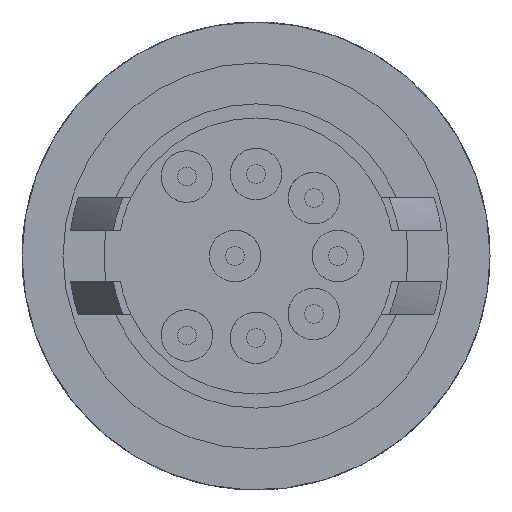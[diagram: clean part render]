
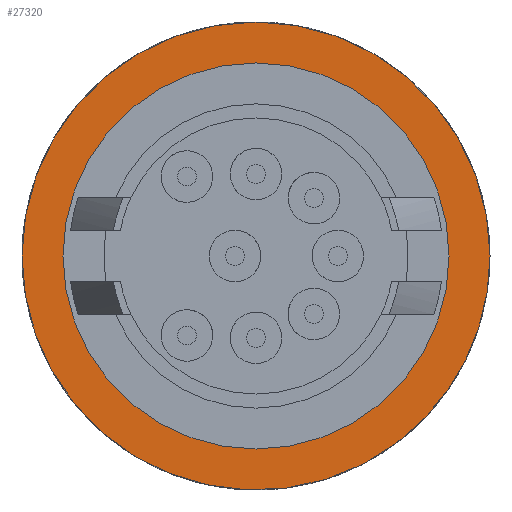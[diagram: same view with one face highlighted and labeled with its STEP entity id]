
A CAD part, front view. The second image highlights one B-rep face of the part: STEP entity #27320.
In plain terms, the highlighted planar face has unit normal (0, -1, 0).
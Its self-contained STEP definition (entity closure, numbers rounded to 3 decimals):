
#26480=CARTESIAN_POINT('',(20.154,12.83,0.));
#26490=VERTEX_POINT('',#26480);
#26840=CARTESIAN_POINT('',(0.154,12.83,
0.));
#26850=VERTEX_POINT('',#26840);
#26880=CARTESIAN_POINT('',(10.154,12.83,0.));
#26890=DIRECTION('',(0.,1.,0.));
#26900=DIRECTION('',(-1.,0.,0.));
#26910=AXIS2_PLACEMENT_3D('',#26880,#26890,#26900);
#26920=CIRCLE('',#26910,10.);
#26930=CARTESIAN_POINT('',(17.404,12.83,-6.887)
);
#26940=VERTEX_POINT('',#26930);
#26950=EDGE_CURVE('',#26940,#26850,#26920,.T.);
#26970=EDGE_CURVE('',#26490,#26940,#26920,.T.);
#27020=CARTESIAN_POINT('',(19.279,12.83,0.));
#27030=DIRECTION('',(-0.,-1.,-0.));
#27040=DIRECTION('',(-1.,0.,0.));
#27050=AXIS2_PLACEMENT_3D('',#27020,#27030,#27040);
#27060=PLANE('',#27050);
#27070=CARTESIAN_POINT('',(10.154,12.83,0.));
#27080=DIRECTION('',(0.,1.,0.));
#27090=DIRECTION('',(1.,0.,0.));
#27100=AXIS2_PLACEMENT_3D('',#27070,#27080,#27090);
#27110=CIRCLE('',#27100,8.25);
#27120=CARTESIAN_POINT('',(1.904,12.83,
0.));
#27130=VERTEX_POINT('',#27120);
#27140=CARTESIAN_POINT('',(18.404,12.83,0.));
#27150=VERTEX_POINT('',#27140);
#27160=EDGE_CURVE('',#27130,#27150,#27110,.T.);
#27170=ORIENTED_EDGE('',*,*,#27160,.T.);
#27180=CARTESIAN_POINT('',(10.154,12.83,-8.25));
#27190=VERTEX_POINT('',#27180);
#27200=EDGE_CURVE('',#27190,#27130,#27110,.T.);
#27210=ORIENTED_EDGE('',*,*,#27200,.T.);
#27220=EDGE_CURVE('',#27150,#27190,#27110,.T.);
#27230=ORIENTED_EDGE('',*,*,#27220,.T.);
#27240=EDGE_LOOP('',(#27230,#27210,#27170));
#27250=FACE_BOUND('',#27240,.T.);
#27260=ORIENTED_EDGE('',*,*,#26950,.F.);
#27270=EDGE_CURVE('',#26850,#26490,#26920,.T.);
#27280=ORIENTED_EDGE('',*,*,#27270,.F.);
#27290=ORIENTED_EDGE('',*,*,#26970,.F.);
#27300=EDGE_LOOP('',(#27290,#27280,#27260));
#27310=FACE_OUTER_BOUND('',#27300,.T.);
#27320=ADVANCED_FACE('',(#27250,#27310),#27060,.T.);
